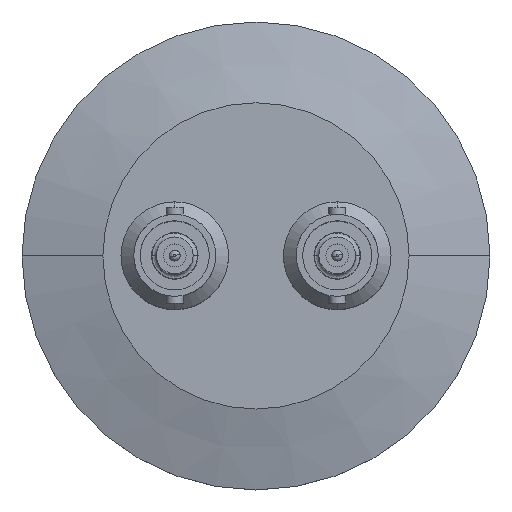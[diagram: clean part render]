
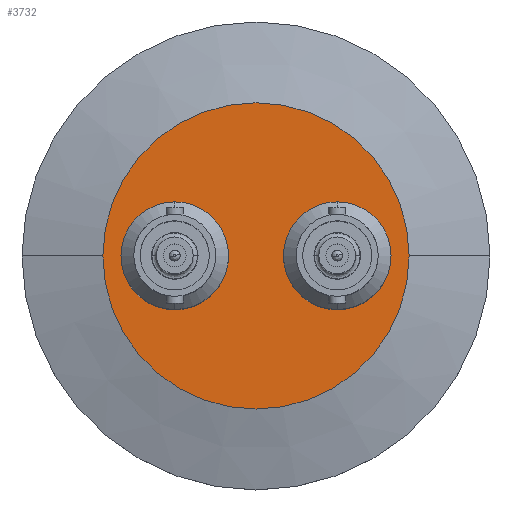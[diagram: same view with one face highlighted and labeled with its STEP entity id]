
A CAD part, top view. The second image highlights one B-rep face of the part: STEP entity #3732.
In plain terms, the highlighted planar face has unit normal (0, 0, 1).
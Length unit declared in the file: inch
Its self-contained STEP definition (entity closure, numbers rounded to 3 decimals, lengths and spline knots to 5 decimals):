
#188 = EDGE_CURVE ( 'NONE', #4233, #4239, #3616, .T. ) ;
#189 = EDGE_CURVE ( 'NONE', #4187, #4204, #3590, .T. ) ;
#190 = EDGE_CURVE ( 'NONE', #4900, #4192, #3713, .T. ) ;
#241 = EDGE_CURVE ( 'NONE', #4192, #4900, #3628, .T. ) ;
#243 = EDGE_CURVE ( 'NONE', #4204, #4187, #3617, .T. ) ;
#502 = CARTESIAN_POINT ( 'NONE',  ( 0.70679, 0., 0.2 ) ) ;
#788 = FACE_BOUND ( 'NONE', #2457, .T. ) ;
#792 = FACE_OUTER_BOUND ( 'NONE', #2464, .T. ) ;
#796 = FACE_BOUND ( 'NONE', #2462, .T. ) ;
#1109 = CARTESIAN_POINT ( 'NONE',  ( 0.375, 0., 0.2 ) ) ;
#1110 = DIRECTION ( 'NONE',  ( 0., 0., 1. ) ) ;
#1111 = DIRECTION ( 'NONE',  ( 1., 0., 0. ) ) ;
#1608 = DIRECTION ( 'NONE',  ( 1., 0., 0. ) ) ;
#1609 = DIRECTION ( 'NONE',  ( 0., 0., 1. ) ) ;
#1610 = CARTESIAN_POINT ( 'NONE',  ( -0.375, 0., 0.2 ) ) ;
#1622 = DIRECTION ( 'NONE',  ( -1., 0., 0. ) ) ;
#1624 = DIRECTION ( 'NONE',  ( 0., 0., -1. ) ) ;
#1625 = CARTESIAN_POINT ( 'NONE',  ( 0., 0., 0.2 ) ) ;
#2082 = CIRCLE ( 'NONE', #5085, 0.2485 ) ;
#2457 = EDGE_LOOP ( 'NONE', ( #4673, #4672 ) ) ;
#2462 = EDGE_LOOP ( 'NONE', ( #4671, #4670 ) ) ;
#2464 = EDGE_LOOP ( 'NONE', ( #4669, #4668 ) ) ;
#3319 = DIRECTION ( 'NONE',  ( 0., 0., -1. ) ) ;
#3325 = DIRECTION ( 'NONE',  ( -1., 0., 0. ) ) ;
#3326 = DIRECTION ( 'NONE',  ( 1., 0., 0. ) ) ;
#3327 = CARTESIAN_POINT ( 'NONE',  ( 0., 0., 0.2 ) ) ;
#3337 = DIRECTION ( 'NONE',  ( 0., 0., 1. ) ) ;
#3339 = CARTESIAN_POINT ( 'NONE',  ( -0.375, 0., 0.2 ) ) ;
#3342 = DIRECTION ( 'NONE',  ( 1., 0., 0. ) ) ;
#3343 = CARTESIAN_POINT ( 'NONE',  ( 0.375, 0., 0.2 ) ) ;
#3351 = DIRECTION ( 'NONE',  ( 0., 0., 1. ) ) ;
#3417 = AXIS2_PLACEMENT_3D ( 'NONE', #1625, #1624, #1622 ) ;
#3419 = AXIS2_PLACEMENT_3D ( 'NONE', #1610, #1609, #1608 ) ;
#3512 = AXIS2_PLACEMENT_3D ( 'NONE', #5778, #5787, #5764 ) ;
#3590 = CIRCLE ( 'NONE', #3930, 0.2485 ) ;
#3616 = CIRCLE ( 'NONE', #3929, 0.2485 ) ;
#3617 = CIRCLE ( 'NONE', #3419, 0.2485 ) ;
#3628 = CIRCLE ( 'NONE', #3417, 0.70679 ) ;
#3713 = CIRCLE ( 'NONE', #3931, 0.70679 ) ;
#3732 = ADVANCED_FACE ( 'NONE', ( #788, #796, #792 ), #5763, .T. ) ;
#3929 = AXIS2_PLACEMENT_3D ( 'NONE', #3343, #3351, #3342 ) ;
#3930 = AXIS2_PLACEMENT_3D ( 'NONE', #3339, #3337, #3326 ) ;
#3931 = AXIS2_PLACEMENT_3D ( 'NONE', #3327, #3319, #3325 ) ;
#4187 = VERTEX_POINT ( 'NONE', #5530 ) ;
#4192 = VERTEX_POINT ( 'NONE', #5535 ) ;
#4204 = VERTEX_POINT ( 'NONE', #5547 ) ;
#4233 = VERTEX_POINT ( 'NONE', #5576 ) ;
#4239 = VERTEX_POINT ( 'NONE', #5582 ) ;
#4547 = EDGE_CURVE ( 'NONE', #4239, #4233, #2082, .T. ) ;
#4668 = ORIENTED_EDGE ( 'NONE', *, *, #190, .F. ) ;
#4669 = ORIENTED_EDGE ( 'NONE', *, *, #241, .F. ) ;
#4670 = ORIENTED_EDGE ( 'NONE', *, *, #243, .F. ) ;
#4671 = ORIENTED_EDGE ( 'NONE', *, *, #189, .F. ) ;
#4672 = ORIENTED_EDGE ( 'NONE', *, *, #4547, .F. ) ;
#4673 = ORIENTED_EDGE ( 'NONE', *, *, #188, .F. ) ;
#4900 = VERTEX_POINT ( 'NONE', #502 ) ;
#5085 = AXIS2_PLACEMENT_3D ( 'NONE', #1109, #1110, #1111 ) ;
#5530 = CARTESIAN_POINT ( 'NONE',  ( -0.375, 0.2485, 0.2 ) ) ;
#5535 = CARTESIAN_POINT ( 'NONE',  ( -0.70679, 0., 0.2 ) ) ;
#5547 = CARTESIAN_POINT ( 'NONE',  ( -0.375, -0.2485, 0.2 ) ) ;
#5576 = CARTESIAN_POINT ( 'NONE',  ( 0.375, 0.2485, 0.2 ) ) ;
#5582 = CARTESIAN_POINT ( 'NONE',  ( 0.375, -0.2485, 0.2 ) ) ;
#5763 = PLANE ( 'NONE',  #3512 ) ;
#5764 = DIRECTION ( 'NONE',  ( 1., 0., 0. ) ) ;
#5778 = CARTESIAN_POINT ( 'NONE',  ( 0., 0., 0.2 ) ) ;
#5787 = DIRECTION ( 'NONE',  ( 0., 0., 1. ) ) ;
